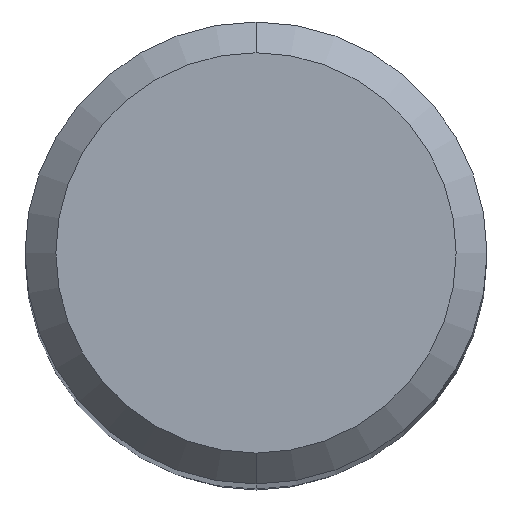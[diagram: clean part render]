
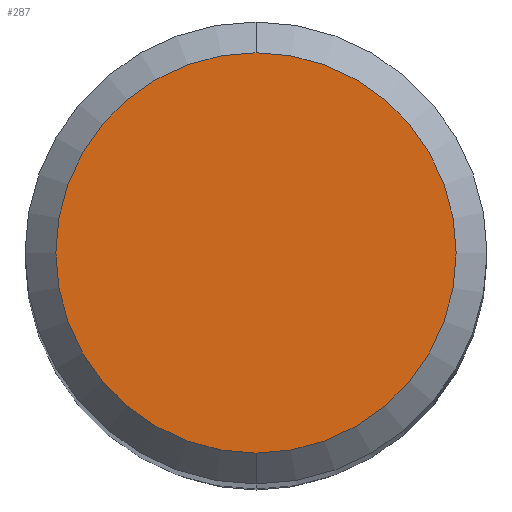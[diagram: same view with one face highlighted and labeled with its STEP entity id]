
A CAD part, top view. The second image highlights one B-rep face of the part: STEP entity #287.
In plain terms, the highlighted planar face has unit normal (0, 0, 1).
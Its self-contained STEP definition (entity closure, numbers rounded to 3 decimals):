
#183=EDGE_CURVE('',#403,#369,#476,.T.);
#219=EDGE_CURVE('',#369,#403,#515,.T.);
#287=ADVANCED_FACE('',(#587),#588,.T.);
#369=VERTEX_POINT('',#683);
#403=VERTEX_POINT('',#719);
#476=CIRCLE('',#807,2.6);
#515=CIRCLE('',#905,2.6);
#587=FACE_OUTER_BOUND('',#1061,.T.);
#588=PLANE('',#1062);
#683=CARTESIAN_POINT('',(0.,-2.6,36.0));
#719=CARTESIAN_POINT('',(0.0,2.6,36.0));
#807=AXIS2_PLACEMENT_3D('',#1425,#1426,#1427);
#905=AXIS2_PLACEMENT_3D('',#1462,#1463,#1464);
#1061=EDGE_LOOP('',(#1535,#1536));
#1062=AXIS2_PLACEMENT_3D('',#1537,#1538,#1539);
#1425=CARTESIAN_POINT('',(0.0,0.0,36.0));
#1426=DIRECTION('',(0.0,0.0,-1.0));
#1427=DIRECTION('',(0.0,1.0,0.0));
#1462=CARTESIAN_POINT('',(0.0,0.0,36.0));
#1463=DIRECTION('',(0.0,0.0,-1.0));
#1464=DIRECTION('',(0.0,1.0,0.0));
#1535=ORIENTED_EDGE('',*,*,#183,.F.);
#1536=ORIENTED_EDGE('',*,*,#219,.F.);
#1537=CARTESIAN_POINT('',(0.0,1.3,36.0));
#1538=DIRECTION('',(-0.0,0.0,1.0));
#1539=DIRECTION('',(0.0,-1.0,0.0));
